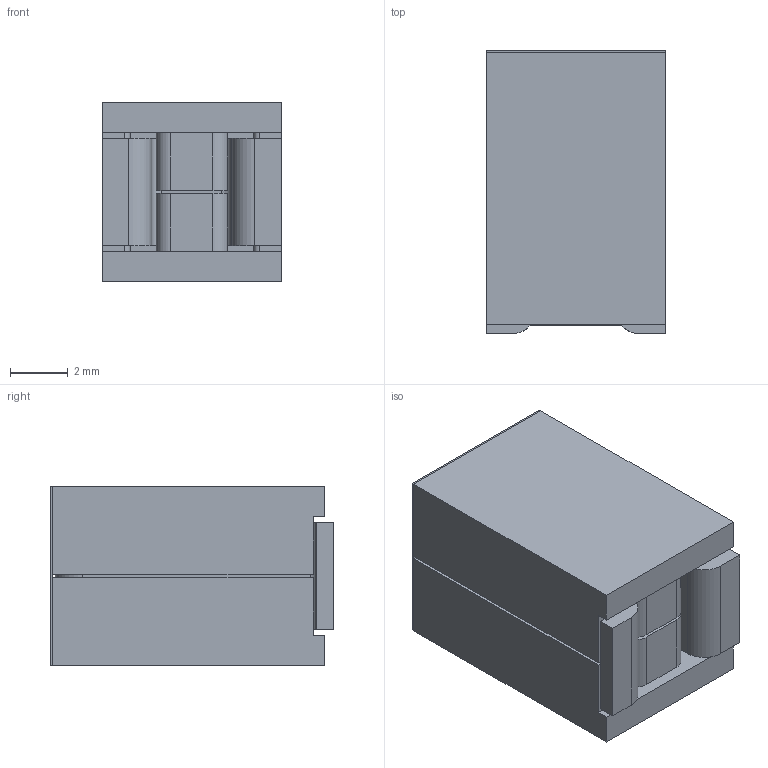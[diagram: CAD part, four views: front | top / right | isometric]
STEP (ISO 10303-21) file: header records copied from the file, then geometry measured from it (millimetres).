
FILE_DESCRIPTION (( 'STEP AP203' ), '1' );
FILE_NAME ('VLBU6565100T.STEP', '2018-12-20T05:45:11', ( '' ), ( '' ), 'SwSTEP 2.0', 'SolidWorks 2018', '' );
FILE_SCHEMA (( 'CONFIG_CONTROL_DESIGN' ));
Length unit declared in the file: millimetre
Products named in the file (4): 6565100-2core; 6565100-2terminal(1turn); tape; VLBU6565100T
Assembly tree (4 placements, depth 2):
  VLBU6565100T
    6565100-2terminal(1turn)
    6565100-2core  x2
    tape
Bounding box: 6.21 x 9.77 x 6.2 mm (x, y, z)
Volume: 326.2 mm3; surface area: 822.1 mm2
Topology: 4 solids, 4 shells, 74 faces, 192 edges, 128 vertices
Faces by surface type: plane 54, cylinder 20
Entity records: 2000 total; most frequent: CARTESIAN_POINT 278, DIRECTION 276, ORIENTED_EDGE 264, EDGE_CURVE 132, VECTOR 104, LINE 104, VERTEX_POINT 88, AXIS2_PLACEMENT_3D 86
